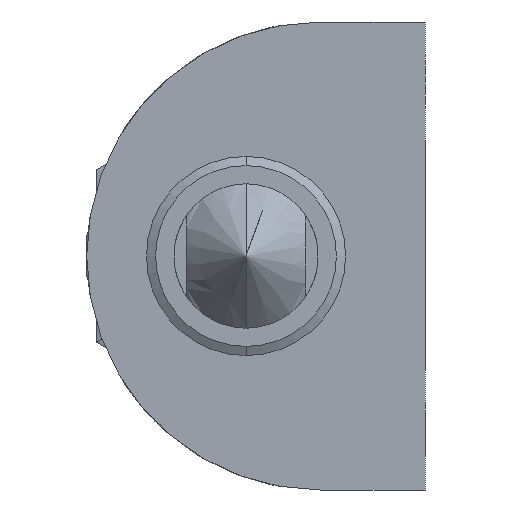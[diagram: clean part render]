
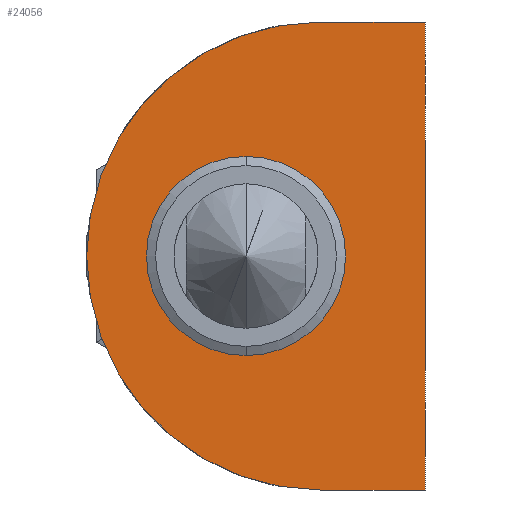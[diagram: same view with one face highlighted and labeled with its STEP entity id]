
A CAD part, left-side view. The second image highlights one B-rep face of the part: STEP entity #24056.
In plain terms, the highlighted planar face has unit normal (-1, 0, 0).
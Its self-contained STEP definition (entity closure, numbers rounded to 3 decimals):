
#10222=EDGE_CURVE('NONE',#28850,#14822,#30321,.T.);
#10422=VERTEX_POINT('NONE',#30541);
#10462=VERTEX_POINT('NONE',#30586);
#12626=EDGE_CURVE('NONE',#14706,#15312,#32909,.T.);
#14214=EDGE_CURVE('NONE',#14706,#10462,#34645,.T.);
#14706=VERTEX_POINT('NONE',#35176);
#14822=VERTEX_POINT('NONE',#35300);
#15312=VERTEX_POINT('NONE',#35826);
#21764=EDGE_CURVE('NONE',#10462,#10422,#42855,.T.);
#24056=ADVANCED_FACE('NONE',(#45323,#45324),#45325,.F.);
#26400=EDGE_CURVE('NONE',#14822,#28850,#47875,.T.);
#28850=VERTEX_POINT('NONE',#50554);
#29326=EDGE_CURVE('NONE',#10422,#15312,#51079,.T.);
#30321=CIRCLE('',#52244,10.0);
#30541=CARTESIAN_POINT('',(-7.0,0.0,-23.5));
#30586=CARTESIAN_POINT('',(-7.0,10.5,-23.5));
#32909=LINE('',#56794,#56795);
#34645=CIRCLE('',#59740,23.5);
#35176=CARTESIAN_POINT('',(-7.0,10.5,23.5));
#35300=CARTESIAN_POINT('',(-7.0,18.0,10.0));
#35826=CARTESIAN_POINT('',(-7.0,0.0,23.5));
#42855=LINE('',#73828,#73829);
#45323=FACE_OUTER_BOUND('',#78112,.T.);
#45324=FACE_BOUND('',#78113,.T.);
#45325=PLANE('',#78114);
#47875=CIRCLE('',#82467,10.0);
#50554=CARTESIAN_POINT('',(-7.0,18.0,-10.0));
#51079=LINE('',#87830,#87831);
#52244=AXIS2_PLACEMENT_3D('',#89600,#89601,#89602);
#56794=CARTESIAN_POINT('',(-7.0,10.5,23.5));
#56795=VECTOR('',#92081,1000.0);
#59740=AXIS2_PLACEMENT_3D('',#93821,#93822,#93823);
#73828=CARTESIAN_POINT('',(-7.0,10.5,-23.5));
#73829=VECTOR('',#100919,1000.0);
#78112=EDGE_LOOP('',(#103120,#103121,#103122,#103123));
#78113=EDGE_LOOP('',(#103124,#103125));
#78114=AXIS2_PLACEMENT_3D('',#103126,#103127,#103128);
#82467=AXIS2_PLACEMENT_3D('',#105580,#105581,#105582);
#87830=CARTESIAN_POINT('',(-7.0,0.0,-23.5));
#87831=VECTOR('',#108707,1000.0);
#89600=CARTESIAN_POINT('',(-7.0,18.0,0.));
#89601=DIRECTION('',(-1.0,0.0,0.));
#89602=DIRECTION('',(0.,0.0,1.0));
#92081=DIRECTION('',(0.0,-1.0,-0.0));
#93821=CARTESIAN_POINT('',(-7.0,10.5,0.));
#93822=DIRECTION('',(-1.0,0.0,0.));
#93823=DIRECTION('',(0.,0.0,1.0));
#100919=DIRECTION('',(0.0,-1.0,-0.0));
#103120=ORIENTED_EDGE('',*,*,#29326,.T.);
#103121=ORIENTED_EDGE('',*,*,#12626,.F.);
#103122=ORIENTED_EDGE('',*,*,#14214,.T.);
#103123=ORIENTED_EDGE('',*,*,#21764,.T.);
#103124=ORIENTED_EDGE('',*,*,#26400,.F.);
#103125=ORIENTED_EDGE('',*,*,#10222,.F.);
#103126=CARTESIAN_POINT('',(-7.0,10.5,-23.5));
#103127=DIRECTION('',(1.0,0.0,0.));
#103128=DIRECTION('',(0.0,-1.0,0.0));
#105580=CARTESIAN_POINT('',(-7.0,18.0,0.));
#105581=DIRECTION('',(-1.0,0.0,0.));
#105582=DIRECTION('',(0.,0.0,1.0));
#108707=DIRECTION('',(0.,0.0,1.0));
